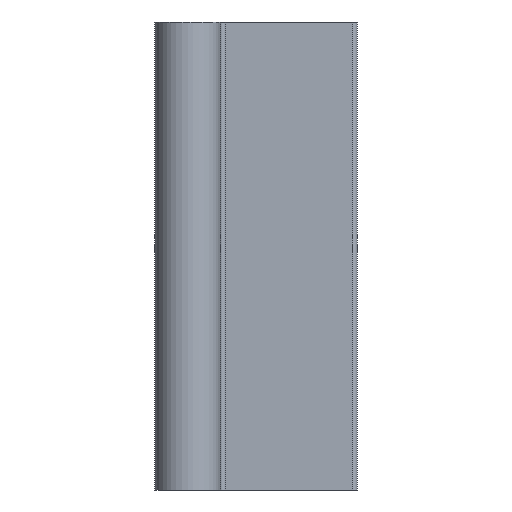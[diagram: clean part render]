
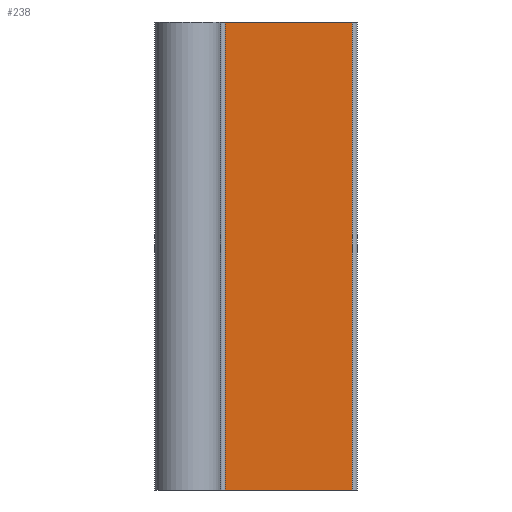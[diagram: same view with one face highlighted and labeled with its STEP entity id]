
A CAD part, front view. The second image highlights one B-rep face of the part: STEP entity #238.
In plain terms, the highlighted planar face has unit normal (0, -1, 0).
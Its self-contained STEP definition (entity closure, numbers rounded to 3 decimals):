
#19=PLANE('',#277);
#29=FACE_OUTER_BOUND('',#42,.T.);
#42=EDGE_LOOP('',(#181,#182,#183,#184));
#61=LINE('',#397,#82);
#62=LINE('',#400,#83);
#63=LINE('',#402,#84);
#64=LINE('',#403,#85);
#82=VECTOR('',#324,10.);
#83=VECTOR('',#327,10.);
#84=VECTOR('',#328,10.);
#85=VECTOR('',#329,10.);
#116=VERTEX_POINT('',#393);
#117=VERTEX_POINT('',#395);
#118=VERTEX_POINT('',#399);
#119=VERTEX_POINT('',#401);
#143=EDGE_CURVE('',#116,#117,#61,.T.);
#144=EDGE_CURVE('',#118,#116,#62,.T.);
#145=EDGE_CURVE('',#119,#117,#63,.T.);
#146=EDGE_CURVE('',#118,#119,#64,.T.);
#181=ORIENTED_EDGE('',*,*,#144,.T.);
#182=ORIENTED_EDGE('',*,*,#143,.T.);
#183=ORIENTED_EDGE('',*,*,#145,.F.);
#184=ORIENTED_EDGE('',*,*,#146,.F.);
#238=ADVANCED_FACE('',(#29),#19,.T.);
#277=AXIS2_PLACEMENT_3D('',#398,#325,#326);
#324=DIRECTION('',(0.,0.,1.));
#325=DIRECTION('center_axis',(0.,-1.,0.));
#326=DIRECTION('ref_axis',(1.,0.,0.));
#327=DIRECTION('',(1.,0.,0.));
#328=DIRECTION('',(1.,0.,0.));
#329=DIRECTION('',(0.,0.,1.));
#393=CARTESIAN_POINT('',(35.026,3.685,0.));
#395=CARTESIAN_POINT('',(35.026,3.685,100.));
#397=CARTESIAN_POINT('',(35.026,3.685,0.));
#398=CARTESIAN_POINT('Origin',(7.826,3.685,0.));
#399=CARTESIAN_POINT('',(7.826,3.685,0.));
#400=CARTESIAN_POINT('',(7.826,3.685,0.));
#401=CARTESIAN_POINT('',(7.826,3.685,100.));
#402=CARTESIAN_POINT('',(7.826,3.685,100.));
#403=CARTESIAN_POINT('',(7.826,3.685,0.));
